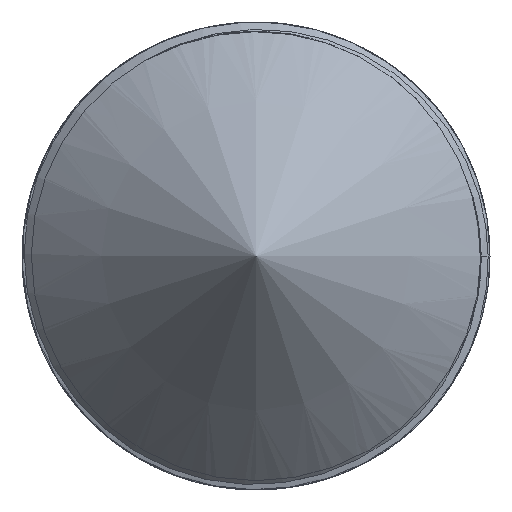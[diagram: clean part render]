
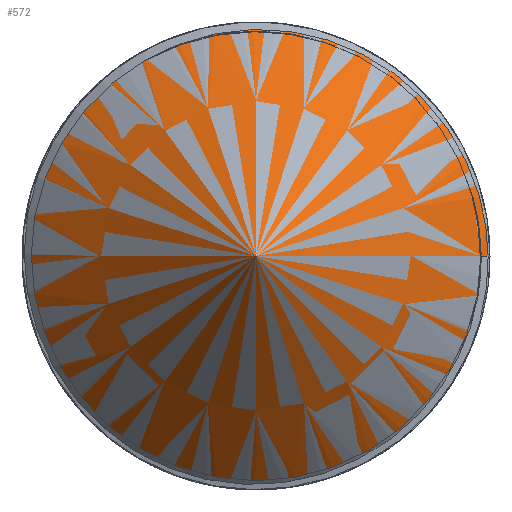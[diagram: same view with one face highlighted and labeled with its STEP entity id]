
A CAD part, left-side view. The second image highlights one B-rep face of the part: STEP entity #572.
In plain terms, the highlighted conical face has half-angle 45 degrees and reference radius 58.293 mm.
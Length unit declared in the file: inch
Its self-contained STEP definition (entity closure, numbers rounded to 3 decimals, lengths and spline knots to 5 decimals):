
#45=FACE_OUTER_BOUND('',#78,.T.);
#78=EDGE_LOOP('',(#380,#381,#382,#383));
#114=B_SPLINE_CURVE_WITH_KNOTS('',3,(#824,#825,#826,#827,#828,#829,#830,
#831,#832,#833,#834,#835,#836,#837,#838,#839,#840,#841,#842,#843,#844,#845,
#846,#847,#848,#849,#850,#851,#852,#853,#854,#855,#856,#857,#858,#859,#860,
#861,#862,#863,#864,#865,#866,#867,#868,#869,#870,#871,#872,#873,#874,#875,
#876,#877,#878,#879,#880,#881,#882,#883,#884,#885,#886,#887,#888,#889,#890,
#891,#892,#893,#894,#895,#896,#897,#898,#899,#900,#901,#902,#903,#904,#905,
#906,#907,#908,#909,#910,#911,#912,#913,#914,#915,#916,#917,#918,#919,#920),
 .UNSPECIFIED.,.F.,.F.,(4,3,3,3,3,3,3,3,3,3,3,3,3,3,3,3,3,3,3,3,3,3,3,3,
3,3,3,3,3,3,3,3,4),(0.,0.61196,1.23661,1.85946,
2.09568,2.2375,2.33318,2.80433,3.42636,
3.97756,4.39095,4.48661,4.58452,5.21462,
5.63113,6.26033,6.53767,6.70543,6.82449,
7.45497,8.08655,8.47904,8.83749,8.9988,
9.09926,9.73162,10.36775,10.8572,11.10192,
11.26055,11.34665,11.97508,12.1574),
 .UNSPECIFIED.);
#160=CIRCLE('',#626,2.2485);
#190=LINE('',#819,#207);
#191=LINE('',#821,#208);
#207=VECTOR('',#686,2.295);
#208=VECTOR('',#687,2.295);
#224=VERTEX_POINT('',#817);
#225=VERTEX_POINT('',#818);
#226=VERTEX_POINT('',#820);
#227=VERTEX_POINT('',#822);
#287=EDGE_CURVE('',#224,#225,#190,.T.);
#288=EDGE_CURVE('',#224,#226,#191,.T.);
#289=EDGE_CURVE('',#226,#227,#160,.T.);
#290=EDGE_CURVE('',#227,#225,#114,.T.);
#380=ORIENTED_EDGE('',*,*,#287,.F.);
#381=ORIENTED_EDGE('',*,*,#288,.T.);
#382=ORIENTED_EDGE('',*,*,#289,.T.);
#383=ORIENTED_EDGE('',*,*,#290,.T.);
#566=CONICAL_SURFACE('',#625,2.295,0.785);
#572=ADVANCED_FACE('',(#45),#566,.T.);
#625=AXIS2_PLACEMENT_3D('',#816,#684,#685);
#626=AXIS2_PLACEMENT_3D('',#823,#688,#689);
#684=DIRECTION('center_axis',(1.,0.,0.));
#685=DIRECTION('ref_axis',(0.,1.,0.));
#686=DIRECTION('',(0.707,-0.707,0.));
#687=DIRECTION('',(-0.707,0.707,0.));
#688=DIRECTION('center_axis',(1.,0.,0.));
#689=DIRECTION('ref_axis',(0.,1.,0.));
#816=CARTESIAN_POINT('Origin',(0.0465,0.,
0.));
#817=CARTESIAN_POINT('',(0.00543,-2.25393,0.));
#818=CARTESIAN_POINT('',(0.0744,-2.3229,0.));
#819=CARTESIAN_POINT('',(0.0465,-2.295,0.));
#820=CARTESIAN_POINT('',(0.,-2.2485,0.));
#821=CARTESIAN_POINT('',(0.0465,-2.295,0.));
#822=CARTESIAN_POINT('',(0.,1.11141,1.95461));
#823=CARTESIAN_POINT('Origin',(0.,0.,
0.));
#824=CARTESIAN_POINT('Ctrl Pts',(0.,1.11141,
1.95461));
#825=CARTESIAN_POINT('Ctrl Pts',(0.00127,1.04224,1.99541));
#826=CARTESIAN_POINT('Ctrl Pts',(0.00254,0.97104,
2.03232));
#827=CARTESIAN_POINT('Ctrl Pts',(0.00381,0.89816,
2.06532));
#828=CARTESIAN_POINT('Ctrl Pts',(0.0051,0.82377,
2.09901));
#829=CARTESIAN_POINT('Ctrl Pts',(0.00639,0.74764,2.12862));
#830=CARTESIAN_POINT('Ctrl Pts',(0.00768,0.67012,
2.15408));
#831=CARTESIAN_POINT('Ctrl Pts',(0.00896,0.59282,
2.17947));
#832=CARTESIAN_POINT('Ctrl Pts',(0.01024,0.51414,2.20072));
#833=CARTESIAN_POINT('Ctrl Pts',(0.01153,0.43442,2.21773));
#834=CARTESIAN_POINT('Ctrl Pts',(0.01202,0.40418,2.22418));
#835=CARTESIAN_POINT('Ctrl Pts',(0.0125,0.3738,2.23002));
#836=CARTESIAN_POINT('Ctrl Pts',(0.01299,0.34328,2.23523));
#837=CARTESIAN_POINT('Ctrl Pts',(0.01329,0.32496,2.23836));
#838=CARTESIAN_POINT('Ctrl Pts',(0.01358,0.30659,2.24127));
#839=CARTESIAN_POINT('Ctrl Pts',(0.01387,0.28818,2.24395));
#840=CARTESIAN_POINT('Ctrl Pts',(0.01407,0.27575,2.24576));
#841=CARTESIAN_POINT('Ctrl Pts',(0.01427,0.26332,2.24747));
#842=CARTESIAN_POINT('Ctrl Pts',(0.01446,0.25088,2.24907));
#843=CARTESIAN_POINT('Ctrl Pts',(0.01544,0.18961,2.25695));
#844=CARTESIAN_POINT('Ctrl Pts',(0.01641,0.12814,2.2623));
#845=CARTESIAN_POINT('Ctrl Pts',(0.01738,0.06662,2.26508));
#846=CARTESIAN_POINT('Ctrl Pts',(0.01866,-0.01462,
2.26875));
#847=CARTESIAN_POINT('Ctrl Pts',(0.01993,-0.09595,
2.26796));
#848=CARTESIAN_POINT('Ctrl Pts',(0.02121,-0.17703,
2.26282));
#849=CARTESIAN_POINT('Ctrl Pts',(0.02234,-0.24888,
2.25826));
#850=CARTESIAN_POINT('Ctrl Pts',(0.02347,-0.32054,
2.25028));
#851=CARTESIAN_POINT('Ctrl Pts',(0.0246,-0.39176,
2.23894));
#852=CARTESIAN_POINT('Ctrl Pts',(0.02545,-0.44517,
2.23042));
#853=CARTESIAN_POINT('Ctrl Pts',(0.02629,-0.49834,
2.22002));
#854=CARTESIAN_POINT('Ctrl Pts',(0.02714,-0.55116,
2.20772));
#855=CARTESIAN_POINT('Ctrl Pts',(0.02734,-0.56338,
2.20488));
#856=CARTESIAN_POINT('Ctrl Pts',(0.02754,-0.57558,
2.20193));
#857=CARTESIAN_POINT('Ctrl Pts',(0.02773,-0.58777,
2.19888));
#858=CARTESIAN_POINT('Ctrl Pts',(0.02793,-0.60024,2.19577));
#859=CARTESIAN_POINT('Ctrl Pts',(0.02813,-0.61268,2.19254));
#860=CARTESIAN_POINT('Ctrl Pts',(0.02834,-0.62508,
2.18922));
#861=CARTESIAN_POINT('Ctrl Pts',(0.02963,-0.70492,
2.16782));
#862=CARTESIAN_POINT('Ctrl Pts',(0.03092,-0.78341,
2.14216));
#863=CARTESIAN_POINT('Ctrl Pts',(0.0322,-0.86019,
2.11237));
#864=CARTESIAN_POINT('Ctrl Pts',(0.03305,-0.91095,
2.09267));
#865=CARTESIAN_POINT('Ctrl Pts',(0.0339,-0.96096,
2.07116));
#866=CARTESIAN_POINT('Ctrl Pts',(0.03475,-1.01011,2.04786));
#867=CARTESIAN_POINT('Ctrl Pts',(0.03604,-1.08438,2.01266));
#868=CARTESIAN_POINT('Ctrl Pts',(0.03732,-1.1567,1.97338));
#869=CARTESIAN_POINT('Ctrl Pts',(0.0386,-1.22681,1.93024));
#870=CARTESIAN_POINT('Ctrl Pts',(0.03917,-1.25772,1.91122));
#871=CARTESIAN_POINT('Ctrl Pts',(0.03973,-1.28819,1.89146));
#872=CARTESIAN_POINT('Ctrl Pts',(0.0403,-1.31821,1.87097));
#873=CARTESIAN_POINT('Ctrl Pts',(0.04064,-1.33637,1.85857));
#874=CARTESIAN_POINT('Ctrl Pts',(0.04098,-1.35436,1.8459));
#875=CARTESIAN_POINT('Ctrl Pts',(0.04132,-1.37218,1.83298));
#876=CARTESIAN_POINT('Ctrl Pts',(0.04157,-1.38483,1.8238));
#877=CARTESIAN_POINT('Ctrl Pts',(0.04181,-1.39739,1.81449));
#878=CARTESIAN_POINT('Ctrl Pts',(0.04205,-1.40985,1.80506));
#879=CARTESIAN_POINT('Ctrl Pts',(0.04334,-1.47581,1.75513));
#880=CARTESIAN_POINT('Ctrl Pts',(0.04462,-1.53894,1.70179));
#881=CARTESIAN_POINT('Ctrl Pts',(0.0459,-1.59898,1.6453));
#882=CARTESIAN_POINT('Ctrl Pts',(0.04719,-1.65913,1.5887));
#883=CARTESIAN_POINT('Ctrl Pts',(0.04847,-1.71618,1.52896));
#884=CARTESIAN_POINT('Ctrl Pts',(0.04975,-1.76986,1.46628));
#885=CARTESIAN_POINT('Ctrl Pts',(0.05054,-1.80322,1.42733));
#886=CARTESIAN_POINT('Ctrl Pts',(0.05134,-1.83527,1.38726));
#887=CARTESIAN_POINT('Ctrl Pts',(0.05213,-1.86594,1.34609));
#888=CARTESIAN_POINT('Ctrl Pts',(0.05286,-1.89396,1.3085));
#889=CARTESIAN_POINT('Ctrl Pts',(0.05358,-1.92082,1.27001));
#890=CARTESIAN_POINT('Ctrl Pts',(0.05431,-1.9465,1.23067));
#891=CARTESIAN_POINT('Ctrl Pts',(0.05464,-1.95806,1.21297));
#892=CARTESIAN_POINT('Ctrl Pts',(0.05496,-1.96938,1.19509));
#893=CARTESIAN_POINT('Ctrl Pts',(0.05529,-1.98046,1.17705));
#894=CARTESIAN_POINT('Ctrl Pts',(0.0555,-1.98736,1.16582));
#895=CARTESIAN_POINT('Ctrl Pts',(0.0557,-1.99416,1.15452));
#896=CARTESIAN_POINT('Ctrl Pts',(0.0559,-2.00087,1.14317));
#897=CARTESIAN_POINT('Ctrl Pts',(0.05719,-2.04307,1.07173));
#898=CARTESIAN_POINT('Ctrl Pts',(0.05847,-2.08132,0.99818));
#899=CARTESIAN_POINT('Ctrl Pts',(0.05974,-2.11553,0.92288));
#900=CARTESIAN_POINT('Ctrl Pts',(0.06103,-2.14995,0.84714));
#901=CARTESIAN_POINT('Ctrl Pts',(0.06231,-2.18028,0.76962));
#902=CARTESIAN_POINT('Ctrl Pts',(0.06359,-2.2064,0.69068));
#903=CARTESIAN_POINT('Ctrl Pts',(0.06458,-2.2265,0.62994));
#904=CARTESIAN_POINT('Ctrl Pts',(0.06556,-2.2441,0.56836));
#905=CARTESIAN_POINT('Ctrl Pts',(0.06655,-2.25912,0.50609));
#906=CARTESIAN_POINT('Ctrl Pts',(0.06704,-2.26663,0.47495));
#907=CARTESIAN_POINT('Ctrl Pts',(0.06753,-2.2735,0.44364));
#908=CARTESIAN_POINT('Ctrl Pts',(0.06803,-2.27971,0.41217));
#909=CARTESIAN_POINT('Ctrl Pts',(0.06835,-2.28374,0.39178));
#910=CARTESIAN_POINT('Ctrl Pts',(0.06867,-2.28749,0.37132));
#911=CARTESIAN_POINT('Ctrl Pts',(0.06899,-2.29096,0.3508));
#912=CARTESIAN_POINT('Ctrl Pts',(0.06916,-2.29285,0.33966));
#913=CARTESIAN_POINT('Ctrl Pts',(0.06933,-2.29465,0.3285));
#914=CARTESIAN_POINT('Ctrl Pts',(0.06951,-2.29637,0.31733));
#915=CARTESIAN_POINT('Ctrl Pts',(0.07078,-2.30892,0.23581));
#916=CARTESIAN_POINT('Ctrl Pts',(0.07204,-2.317,0.15378));
#917=CARTESIAN_POINT('Ctrl Pts',(0.0733,-2.32072,0.0716));
#918=CARTESIAN_POINT('Ctrl Pts',(0.07367,-2.32179,0.04776));
#919=CARTESIAN_POINT('Ctrl Pts',(0.07403,-2.32251,0.02391));
#920=CARTESIAN_POINT('Ctrl Pts',(0.0744,-2.32285,0.00005));
